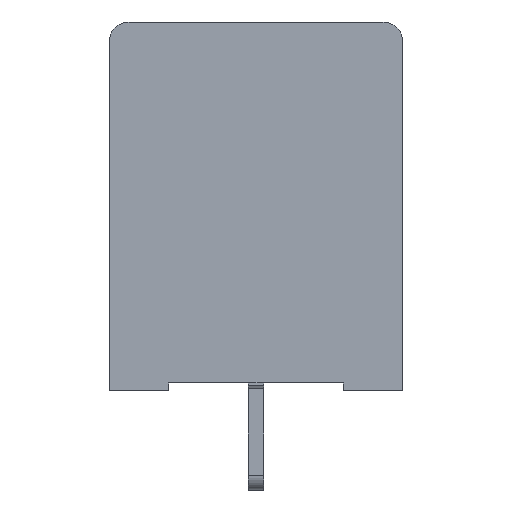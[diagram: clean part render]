
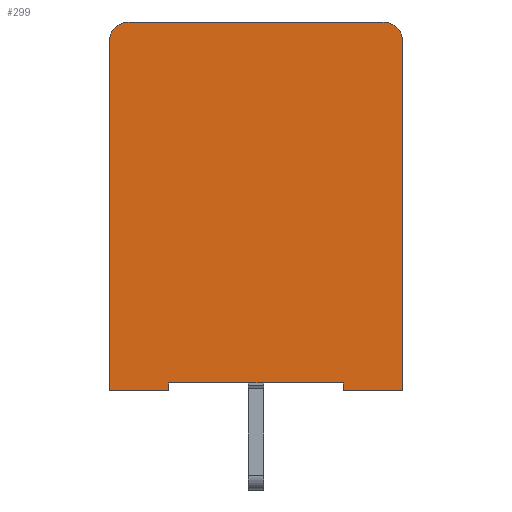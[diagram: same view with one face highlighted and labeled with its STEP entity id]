
A CAD part, left-side view. The second image highlights one B-rep face of the part: STEP entity #299.
In plain terms, the highlighted planar face has unit normal (-1, 0, 0).
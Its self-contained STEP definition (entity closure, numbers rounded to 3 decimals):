
#299 = ADVANCED_FACE( '', ( #1323 ), #1324, .F. );
#1323 = FACE_OUTER_BOUND( '', #3087, .T. );
#1324 = PLANE( '', #3088 );
#3087 = EDGE_LOOP( '', ( #7009, #7010, #7011, #7012, #7013, #7014, #7015, #7016, #7017, #7018 ) );
#3088 = AXIS2_PLACEMENT_3D( '', #7019, #7020, #7021 );
#7009 = ORIENTED_EDGE( '', *, *, #12049, .F. );
#7010 = ORIENTED_EDGE( '', *, *, #12026, .T. );
#7011 = ORIENTED_EDGE( '', *, *, #11423, .T. );
#7012 = ORIENTED_EDGE( '', *, *, #11283, .T. );
#7013 = ORIENTED_EDGE( '', *, *, #12123, .F. );
#7014 = ORIENTED_EDGE( '', *, *, #12192, .T. );
#7015 = ORIENTED_EDGE( '', *, *, #12188, .F. );
#7016 = ORIENTED_EDGE( '', *, *, #12191, .T. );
#7017 = ORIENTED_EDGE( '', *, *, #12125, .T. );
#7018 = ORIENTED_EDGE( '', *, *, #11205, .T. );
#7019 = CARTESIAN_POINT( '', ( -6.2, 7.4, 18.6 ) );
#7020 = DIRECTION( '', ( 1., 0., 0. ) );
#7021 = DIRECTION( '', ( 0., 0., -1. ) );
#11205 = EDGE_CURVE( '', #13332, #13330, #13333, .T. );
#11283 = EDGE_CURVE( '', #13447, #13480, #13482, .T. );
#11423 = EDGE_CURVE( '', #13735, #13447, #13736, .T. );
#12026 = EDGE_CURVE( '', #14772, #13735, #14773, .T. );
#12049 = EDGE_CURVE( '', #14772, #13330, #14813, .T. );
#12123 = EDGE_CURVE( '', #14932, #13480, #14934, .T. );
#12125 = EDGE_CURVE( '', #14936, #13332, #14937, .T. );
#12188 = EDGE_CURVE( '', #15033, #15034, #15035, .T. );
#12191 = EDGE_CURVE( '', #15033, #14936, #15038, .F. );
#12192 = EDGE_CURVE( '', #14932, #15034, #15039, .F. );
#13330 = VERTEX_POINT( '', #16847 );
#13332 = VERTEX_POINT( '', #16850 );
#13333 = LINE( '', #16851, #16852 );
#13447 = VERTEX_POINT( '', #17014 );
#13480 = VERTEX_POINT( '', #17064 );
#13482 = LINE( '', #17067, #17068 );
#13735 = VERTEX_POINT( '', #17545 );
#13736 = LINE( '', #17546, #17547 );
#14772 = VERTEX_POINT( '', #19541 );
#14773 = LINE( '', #19542, #19543 );
#14813 = LINE( '', #19605, #19606 );
#14932 = VERTEX_POINT( '', #19781 );
#14934 = LINE( '', #19784, #19785 );
#14936 = VERTEX_POINT( '', #19788 );
#14937 = LINE( '', #19789, #19790 );
#15033 = VERTEX_POINT( '', #19931 );
#15034 = VERTEX_POINT( '', #19932 );
#15035 = LINE( '', #19933, #19934 );
#15038 = CIRCLE( '', #19939, 1. );
#15039 = CIRCLE( '', #19940, 1. );
#16847 = CARTESIAN_POINT( '', ( -6.2, 4.4, 0. ) );
#16850 = CARTESIAN_POINT( '', ( -6.2, 7.4, 0. ) );
#16851 = CARTESIAN_POINT( '', ( -6.2, 7.4, 0. ) );
#16852 = VECTOR( '', #23405, 1000. );
#17014 = CARTESIAN_POINT( '', ( -6.2, -4.4, 0. ) );
#17064 = CARTESIAN_POINT( '', ( -6.2, -7.4, 0. ) );
#17067 = CARTESIAN_POINT( '', ( -6.2, 7.4, 0. ) );
#17068 = VECTOR( '', #23505, 1000. );
#17545 = CARTESIAN_POINT( '', ( -6.2, -4.4, 0.4 ) );
#17546 = CARTESIAN_POINT( '', ( -6.2, -4.4, 0.4 ) );
#17547 = VECTOR( '', #23665, 1000. );
#19541 = CARTESIAN_POINT( '', ( -6.2, 4.4, 0.4 ) );
#19542 = CARTESIAN_POINT( '', ( -6.2, 4.4, 0.4 ) );
#19543 = VECTOR( '', #24393, 1000. );
#19605 = CARTESIAN_POINT( '', ( -6.2, 4.4, 0.4 ) );
#19606 = VECTOR( '', #24416, 1000. );
#19781 = CARTESIAN_POINT( '', ( -6.2, -7.4, 17.6 ) );
#19784 = CARTESIAN_POINT( '', ( -6.2, -7.4, 18.6 ) );
#19785 = VECTOR( '', #24522, 1000. );
#19788 = CARTESIAN_POINT( '', ( -6.2, 7.4, 17.6 ) );
#19789 = CARTESIAN_POINT( '', ( -6.2, 7.4, 18.6 ) );
#19790 = VECTOR( '', #24524, 1000. );
#19931 = CARTESIAN_POINT( '', ( -6.2, 6.4, 18.6 ) );
#19932 = CARTESIAN_POINT( '', ( -6.2, -6.4, 18.6 ) );
#19933 = CARTESIAN_POINT( '', ( -6.2, 7.4, 18.6 ) );
#19934 = VECTOR( '', #24621, 1000. );
#19939 = AXIS2_PLACEMENT_3D( '', #24624, #24625, #24626 );
#19940 = AXIS2_PLACEMENT_3D( '', #24627, #24628, #24629 );
#23405 = DIRECTION( '', ( 0., -1., 0. ) );
#23505 = DIRECTION( '', ( 0., -1., 0. ) );
#23665 = DIRECTION( '', ( 0., 0., -1. ) );
#24393 = DIRECTION( '', ( 0., -1., 0. ) );
#24416 = DIRECTION( '', ( 0., 0., -1. ) );
#24522 = DIRECTION( '', ( 0., 0., -1. ) );
#24524 = DIRECTION( '', ( 0., 0., -1. ) );
#24621 = DIRECTION( '', ( 0., -1., 0. ) );
#24624 = CARTESIAN_POINT( '', ( -6.2, 6.4, 17.6 ) );
#24625 = DIRECTION( '', ( 1., 0., 0. ) );
#24626 = DIRECTION( '', ( 0., 0., -1. ) );
#24627 = CARTESIAN_POINT( '', ( -6.2, -6.4, 17.6 ) );
#24628 = DIRECTION( '', ( 1., 0., 0. ) );
#24629 = DIRECTION( '', ( 0., 0., -1. ) );
